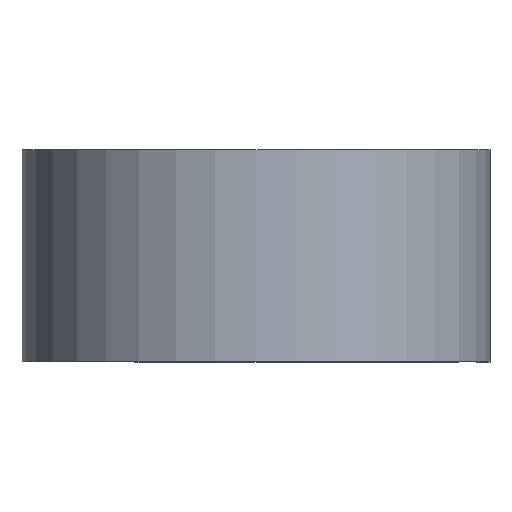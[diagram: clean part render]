
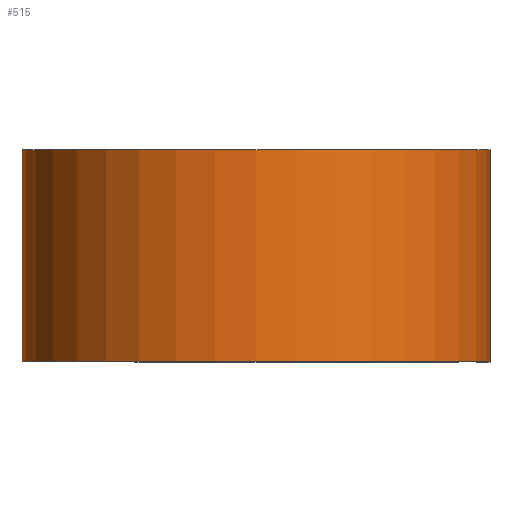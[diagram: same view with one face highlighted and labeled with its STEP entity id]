
A CAD part, top view. The second image highlights one B-rep face of the part: STEP entity #515.
In plain terms, the highlighted cylindrical face has radius 21.057 mm (diameter 42.113 mm), a partial arc.
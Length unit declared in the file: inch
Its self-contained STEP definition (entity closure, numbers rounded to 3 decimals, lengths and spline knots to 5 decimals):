
#37 = ORIENTED_EDGE ( 'NONE', *, *, #74, .T. ) ;
#47 = VECTOR ( 'NONE', #89, 39.37008 ) ;
#74 = EDGE_CURVE ( 'NONE', #462, #278, #608, .T. ) ;
#89 = DIRECTION ( 'NONE',  ( 0., -1., 0. ) ) ;
#96 = AXIS2_PLACEMENT_3D ( 'NONE', #283, #151, #215 ) ;
#101 = EDGE_CURVE ( 'NONE', #372, #278, #507, .T. ) ;
#136 = CARTESIAN_POINT ( 'NONE',  ( 0., 0.375, 0. ) ) ;
#140 = LINE ( 'NONE', #666, #536 ) ;
#151 = DIRECTION ( 'NONE',  ( 0., 1., 0. ) ) ;
#162 = CARTESIAN_POINT ( 'NONE',  ( 0., 0.375, -0.829 ) ) ;
#168 = CYLINDRICAL_SURFACE ( 'NONE', #253, 0.829 ) ;
#172 = ORIENTED_EDGE ( 'NONE', *, *, #307, .T. ) ;
#196 = CARTESIAN_POINT ( 'NONE',  ( 0.829, 0.375, 0. ) ) ;
#215 = DIRECTION ( 'NONE',  ( 1., 0., 0. ) ) ;
#253 = AXIS2_PLACEMENT_3D ( 'NONE', #136, #316, #588 ) ;
#278 = VERTEX_POINT ( 'NONE', #451 ) ;
#283 = CARTESIAN_POINT ( 'NONE',  ( 0., -0.375, 0. ) ) ;
#287 = CARTESIAN_POINT ( 'NONE',  ( 0.829, 0.375, 0. ) ) ;
#307 = EDGE_CURVE ( 'NONE', #654, #462, #140, .T. ) ;
#316 = DIRECTION ( 'NONE',  ( 0., -1., 0. ) ) ;
#334 = EDGE_CURVE ( 'NONE', #654, #372, #479, .T. ) ;
#347 = FACE_OUTER_BOUND ( 'NONE', #434, .T. ) ;
#372 = VERTEX_POINT ( 'NONE', #196 ) ;
#376 = DIRECTION ( 'NONE',  ( 1., 0., 0. ) ) ;
#378 = DIRECTION ( 'NONE',  ( 0., 1., 0. ) ) ;
#383 = CARTESIAN_POINT ( 'NONE',  ( 0., 0.375, 0. ) ) ;
#391 = CARTESIAN_POINT ( 'NONE',  ( 0., -0.375, -0.829 ) ) ;
#412 = ORIENTED_EDGE ( 'NONE', *, *, #334, .F. ) ;
#415 = AXIS2_PLACEMENT_3D ( 'NONE', #383, #378, #376 ) ;
#434 = EDGE_LOOP ( 'NONE', ( #37, #682, #412, #172 ) ) ;
#451 = CARTESIAN_POINT ( 'NONE',  ( 0.829, -0.375, 0. ) ) ;
#462 = VERTEX_POINT ( 'NONE', #391 ) ;
#479 = CIRCLE ( 'NONE', #415, 0.829 ) ;
#486 = DIRECTION ( 'NONE',  ( 0., -1., 0. ) ) ;
#507 = LINE ( 'NONE', #287, #47 ) ;
#515 = ADVANCED_FACE ( 'NONE', ( #347 ), #168, .T. ) ;
#536 = VECTOR ( 'NONE', #486, 39.37008 ) ;
#588 = DIRECTION ( 'NONE',  ( 0., 0., -1. ) ) ;
#608 = CIRCLE ( 'NONE', #96, 0.829 ) ;
#654 = VERTEX_POINT ( 'NONE', #162 ) ;
#666 = CARTESIAN_POINT ( 'NONE',  ( 0., 0.375, -0.829 ) ) ;
#682 = ORIENTED_EDGE ( 'NONE', *, *, #101, .F. ) ;
